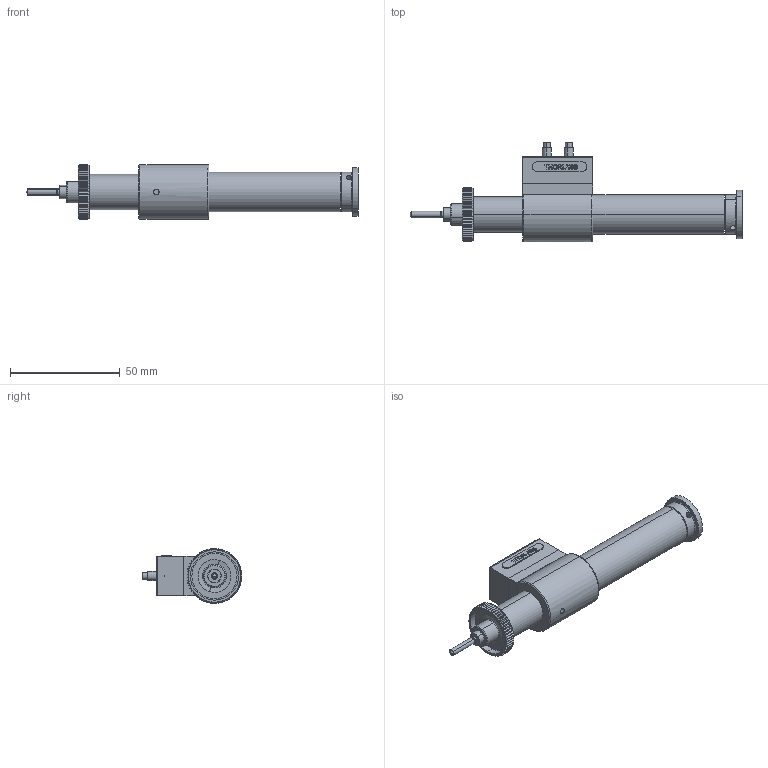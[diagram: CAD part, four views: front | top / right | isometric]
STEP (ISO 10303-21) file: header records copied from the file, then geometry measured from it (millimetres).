
FILE_DESCRIPTION (( 'STEP AP214' ), '1' );
FILE_NAME ('12935-E0W.step', '2007-11-13T06:33:02', ( ' ' ), ( ' ' ), 'SwSTEP 2.0', 'SolidWorks 2007', '' );
FILE_SCHEMA (( 'AUTOMOTIVE_DESIGN' ));
Length unit declared in the file: inch
Products named in the file (1): 12935-E0W
Bounding box: 151.47 x 45.51 x 25 mm (x, y, z)
Surface area: 15020.3 mm2 (no closed solid volume)
Topology: 0 solids, 31 shells, 467 faces, 1841 edges, 1290 vertices
Faces by surface type: plane 190, cone 144, cylinder 121, torus 10, sphere 2
Entity records: 26851 total; most frequent: CARTESIAN_POINT 6603, ORIENTED_EDGE 2899, DIRECTION 2605, EDGE_CURVE 1832, VERTEX_POINT 1287, AXIS2_PLACEMENT_3D 889, VECTOR 827, LINE 827
